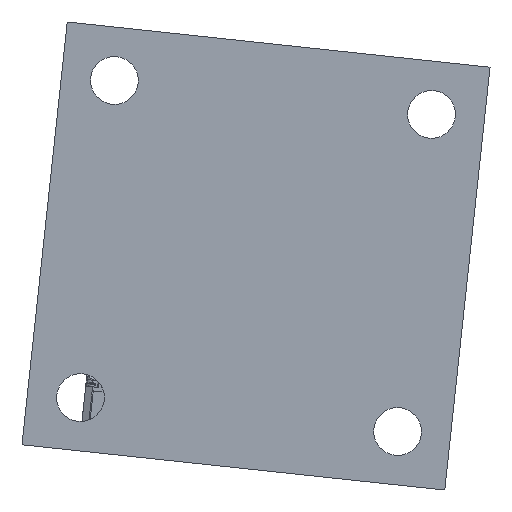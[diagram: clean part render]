
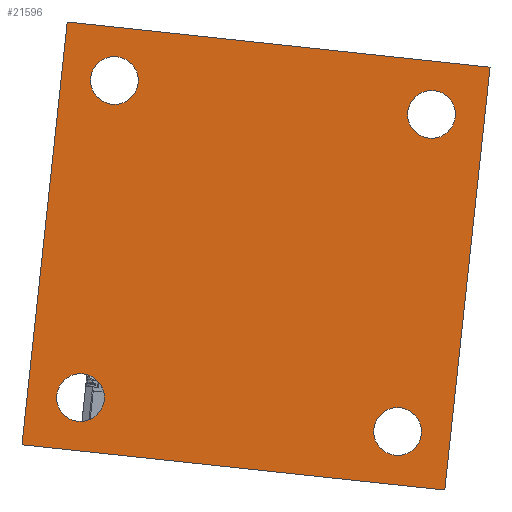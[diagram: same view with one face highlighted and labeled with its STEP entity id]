
A CAD part, left-side view. The second image highlights one B-rep face of the part: STEP entity #21596.
In plain terms, the highlighted planar face has unit normal (-1, 0, 0).
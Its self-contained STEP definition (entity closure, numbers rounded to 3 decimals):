
#239=FACE_BOUND('',#2679,.T.);
#240=FACE_BOUND('',#2680,.T.);
#241=FACE_BOUND('',#2681,.T.);
#242=FACE_BOUND('',#2682,.T.);
#573=PLANE('',#23037);
#1572=FACE_OUTER_BOUND('',#2678,.T.);
#2678=EDGE_LOOP('',(#15718,#15719,#15720,#15721));
#2679=EDGE_LOOP('',(#15722));
#2680=EDGE_LOOP('',(#15723));
#2681=EDGE_LOOP('',(#15724));
#2682=EDGE_LOOP('',(#15725));
#3785=CIRCLE('',#23038,9.);
#3786=CIRCLE('',#23039,9.);
#3787=CIRCLE('',#23040,9.);
#3788=CIRCLE('',#23041,9.);
#4717=LINE('',#34625,#7011);
#4718=LINE('',#34627,#7012);
#4719=LINE('',#34629,#7013);
#4720=LINE('',#34630,#7014);
#7011=VECTOR('',#26114,10.);
#7012=VECTOR('',#26115,10.);
#7013=VECTOR('',#26116,10.);
#7014=VECTOR('',#26117,10.);
#9422=VERTEX_POINT('',#34623);
#9423=VERTEX_POINT('',#34624);
#9424=VERTEX_POINT('',#34626);
#9425=VERTEX_POINT('',#34628);
#9426=VERTEX_POINT('',#34631);
#9427=VERTEX_POINT('',#34633);
#9428=VERTEX_POINT('',#34635);
#9429=VERTEX_POINT('',#34637);
#11800=EDGE_CURVE('',#9422,#9423,#4717,.T.);
#11801=EDGE_CURVE('',#9423,#9424,#4718,.T.);
#11802=EDGE_CURVE('',#9424,#9425,#4719,.T.);
#11803=EDGE_CURVE('',#9425,#9422,#4720,.T.);
#11804=EDGE_CURVE('',#9426,#9426,#3785,.T.);
#11805=EDGE_CURVE('',#9427,#9427,#3786,.T.);
#11806=EDGE_CURVE('',#9428,#9428,#3787,.T.);
#11807=EDGE_CURVE('',#9429,#9429,#3788,.T.);
#15718=ORIENTED_EDGE('',*,*,#11800,.T.);
#15719=ORIENTED_EDGE('',*,*,#11801,.T.);
#15720=ORIENTED_EDGE('',*,*,#11802,.T.);
#15721=ORIENTED_EDGE('',*,*,#11803,.T.);
#15722=ORIENTED_EDGE('',*,*,#11804,.T.);
#15723=ORIENTED_EDGE('',*,*,#11805,.T.);
#15724=ORIENTED_EDGE('',*,*,#11806,.T.);
#15725=ORIENTED_EDGE('',*,*,#11807,.T.);
#21596=ADVANCED_FACE('',(#1572,#239,#240,#241,#242),#573,.F.);
#23037=AXIS2_PLACEMENT_3D('',#34622,#26112,#26113);
#23038=AXIS2_PLACEMENT_3D('',#34632,#26118,#26119);
#23039=AXIS2_PLACEMENT_3D('',#34634,#26120,#26121);
#23040=AXIS2_PLACEMENT_3D('',#34636,#26122,#26123);
#23041=AXIS2_PLACEMENT_3D('',#34638,#26124,#26125);
#26112=DIRECTION('center_axis',(1.,0.,0.));
#26113=DIRECTION('ref_axis',(0.,0.106,-0.994));
#26114=DIRECTION('',(0.,0.106,-0.994));
#26115=DIRECTION('',(0.,-0.994,-0.106));
#26116=DIRECTION('',(0.,-0.106,0.994));
#26117=DIRECTION('',(0.,0.994,0.106));
#26118=DIRECTION('center_axis',(1.,0.,0.));
#26119=DIRECTION('ref_axis',(0.,0.106,-0.994));
#26120=DIRECTION('center_axis',(1.,0.,0.));
#26121=DIRECTION('ref_axis',(0.,0.106,-0.994));
#26122=DIRECTION('center_axis',(1.,0.,0.));
#26123=DIRECTION('ref_axis',(0.,0.106,-0.994));
#26124=DIRECTION('center_axis',(1.,0.,0.));
#26125=DIRECTION('ref_axis',(0.,0.106,-0.994));
#34622=CARTESIAN_POINT('Origin',(-191.581,1.313,-0.094));
#34623=CARTESIAN_POINT('',(-191.581,72.356,87.956));
#34624=CARTESIAN_POINT('',(-191.581,89.364,-71.137));
#34625=CARTESIAN_POINT('',(-191.581,72.356,87.956));
#34626=CARTESIAN_POINT('',(-191.581,-69.73,-88.145));
#34627=CARTESIAN_POINT('',(-191.581,89.364,-71.137));
#34628=CARTESIAN_POINT('',(-191.581,-86.738,70.949));
#34629=CARTESIAN_POINT('',(-191.581,-69.73,-88.145));
#34630=CARTESIAN_POINT('',(-191.581,-86.738,70.949));
#34631=CARTESIAN_POINT('',(-191.581,-52.926,-57.183));
#34632=CARTESIAN_POINT('Origin',(-191.581,-51.969,-66.132));
#34633=CARTESIAN_POINT('',(-191.581,53.639,74.893));
#34634=CARTESIAN_POINT('Origin',(-191.581,54.595,65.944));
#34635=CARTESIAN_POINT('',(-191.581,-65.682,62.137));
#34636=CARTESIAN_POINT('Origin',(-191.581,-64.725,53.188));
#34637=CARTESIAN_POINT('',(-191.581,66.394,-44.427));
#34638=CARTESIAN_POINT('Origin',(-191.581,67.351,-53.376));
